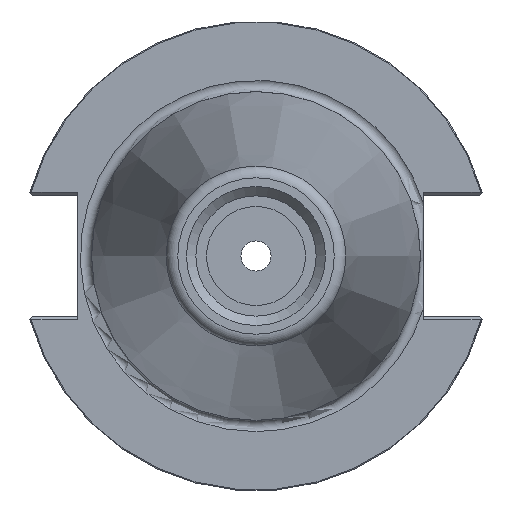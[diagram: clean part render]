
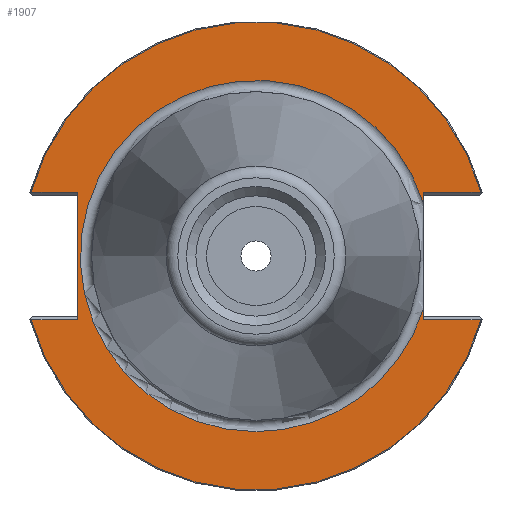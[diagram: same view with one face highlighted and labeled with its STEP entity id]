
A CAD part, left-side view. The second image highlights one B-rep face of the part: STEP entity #1907.
In plain terms, the highlighted planar face has unit normal (-1, 0, 0).
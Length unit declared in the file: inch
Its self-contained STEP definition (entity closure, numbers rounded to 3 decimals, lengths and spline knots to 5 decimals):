
#125=PLANE('',#2081);
#213=FACE_OUTER_BOUND('',#336,.T.);
#336=EDGE_LOOP('',(#1371,#1372,#1373,#1374,#1375,#1376,#1377,#1378,#1379,
#1380,#1381));
#457=LINE('',#2871,#593);
#458=LINE('',#2893,#594);
#465=LINE('',#2945,#601);
#467=LINE('',#2949,#603);
#468=LINE('',#2951,#604);
#469=LINE('',#2953,#605);
#470=LINE('',#2956,#606);
#593=VECTOR('',#2364,0.0526);
#594=VECTOR('',#2365,0.0526);
#601=VECTOR('',#2384,0.30821);
#603=VECTOR('',#2388,0.24821);
#604=VECTOR('',#2389,0.67625);
#605=VECTOR('',#2390,0.24821);
#606=VECTOR('',#2393,0.30821);
#727=CIRCLE('',#2076,1.245);
#729=CIRCLE('',#2082,1.245);
#730=CIRCLE('',#2083,0.93468);
#731=CIRCLE('',#2084,0.93468);
#826=VERTEX_POINT('',#2868);
#827=VERTEX_POINT('',#2870);
#828=VERTEX_POINT('',#2872);
#829=VERTEX_POINT('',#2892);
#833=VERTEX_POINT('',#2901);
#834=VERTEX_POINT('',#2910);
#841=VERTEX_POINT('',#2948);
#842=VERTEX_POINT('',#2950);
#843=VERTEX_POINT('',#2952);
#844=VERTEX_POINT('',#2954);
#845=VERTEX_POINT('',#2957);
#1022=EDGE_CURVE('',#827,#826,#457,.T.);
#1024=EDGE_CURVE('',#829,#828,#458,.T.);
#1029=EDGE_CURVE('',#833,#834,#727,.T.);
#1038=EDGE_CURVE('',#826,#834,#465,.T.);
#1040=EDGE_CURVE('',#841,#833,#467,.T.);
#1041=EDGE_CURVE('',#842,#841,#468,.T.);
#1042=EDGE_CURVE('',#843,#842,#469,.T.);
#1043=EDGE_CURVE('',#844,#843,#729,.T.);
#1044=EDGE_CURVE('',#844,#829,#470,.T.);
#1045=EDGE_CURVE('',#828,#845,#730,.T.);
#1046=EDGE_CURVE('',#845,#827,#731,.T.);
#1371=ORIENTED_EDGE('',*,*,#1029,.F.);
#1372=ORIENTED_EDGE('',*,*,#1040,.F.);
#1373=ORIENTED_EDGE('',*,*,#1041,.F.);
#1374=ORIENTED_EDGE('',*,*,#1042,.F.);
#1375=ORIENTED_EDGE('',*,*,#1043,.F.);
#1376=ORIENTED_EDGE('',*,*,#1044,.T.);
#1377=ORIENTED_EDGE('',*,*,#1024,.T.);
#1378=ORIENTED_EDGE('',*,*,#1045,.T.);
#1379=ORIENTED_EDGE('',*,*,#1046,.T.);
#1380=ORIENTED_EDGE('',*,*,#1022,.T.);
#1381=ORIENTED_EDGE('',*,*,#1038,.T.);
#1907=ADVANCED_FACE('',(#213),#125,.T.);
#2076=AXIS2_PLACEMENT_3D('',#2911,#2371,#2372);
#2081=AXIS2_PLACEMENT_3D('',#2947,#2386,#2387);
#2082=AXIS2_PLACEMENT_3D('',#2955,#2391,#2392);
#2083=AXIS2_PLACEMENT_3D('',#2958,#2394,#2395);
#2084=AXIS2_PLACEMENT_3D('',#2959,#2396,#2397);
#2364=DIRECTION('',(0.,0.,1.));
#2365=DIRECTION('',(0.,0.,1.));
#2371=DIRECTION('center_axis',(1.,0.,0.));
#2372=DIRECTION('ref_axis',(0.,0.,
1.));
#2384=DIRECTION('',(0.,-1.,0.));
#2386=DIRECTION('center_axis',(-1.,0.,0.));
#2387=DIRECTION('ref_axis',(0.,0.,1.));
#2388=DIRECTION('',(0.,1.,0.));
#2389=DIRECTION('',(0.,0.,1.));
#2390=DIRECTION('',(0.,-1.,0.));
#2391=DIRECTION('center_axis',(1.,0.,0.));
#2392=DIRECTION('ref_axis',(0.,0.,
-1.));
#2393=DIRECTION('',(0.,1.,0.));
#2394=DIRECTION('center_axis',(1.,0.,0.));
#2395=DIRECTION('ref_axis',(0.,0.,1.));
#2396=DIRECTION('center_axis',(1.,0.,0.));
#2397=DIRECTION('ref_axis',(0.,0.,1.));
#2868=CARTESIAN_POINT('',(-1.17746,-0.89001,0.33812));
#2870=CARTESIAN_POINT('',(-1.17746,-0.89001,0.28553));
#2871=CARTESIAN_POINT('',(-1.17746,-0.89001,0.));
#2872=CARTESIAN_POINT('',(-1.17746,-0.89001,-0.28553));
#2892=CARTESIAN_POINT('',(-1.17746,-0.89001,-0.33813));
#2893=CARTESIAN_POINT('',(-1.17746,-0.89001,0.));
#2901=CARTESIAN_POINT('',(-1.17746,1.19819,0.33812));
#2910=CARTESIAN_POINT('',(-1.17746,-1.19822,0.33812));
#2911=CARTESIAN_POINT('Origin',(-1.17746,-0.00001,
0.));
#2945=CARTESIAN_POINT('',(-1.17746,-0.90251,0.33812));
#2947=CARTESIAN_POINT('Origin',(-1.17746,-0.87501,0.));
#2948=CARTESIAN_POINT('',(-1.17746,0.94999,0.33812));
#2949=CARTESIAN_POINT('',(-1.17746,0.02749,0.33812));
#2950=CARTESIAN_POINT('',(-1.17746,0.94999,-0.33813));
#2951=CARTESIAN_POINT('',(-1.17746,0.94999,-0.33813));
#2952=CARTESIAN_POINT('',(-1.17746,1.19819,-0.33813));
#2953=CARTESIAN_POINT('',(-1.17746,0.27749,-0.33813));
#2954=CARTESIAN_POINT('',(-1.17746,-1.19822,-0.33813));
#2955=CARTESIAN_POINT('Origin',(-1.17746,-0.00001,
0.));
#2956=CARTESIAN_POINT('',(-1.17746,-0.90251,-0.33813));
#2957=CARTESIAN_POINT('',(-1.17746,-0.00001,-0.93468));
#2958=CARTESIAN_POINT('Origin',(-1.17746,-0.00001,
0.));
#2959=CARTESIAN_POINT('Origin',(-1.17746,-0.00001,
0.));
